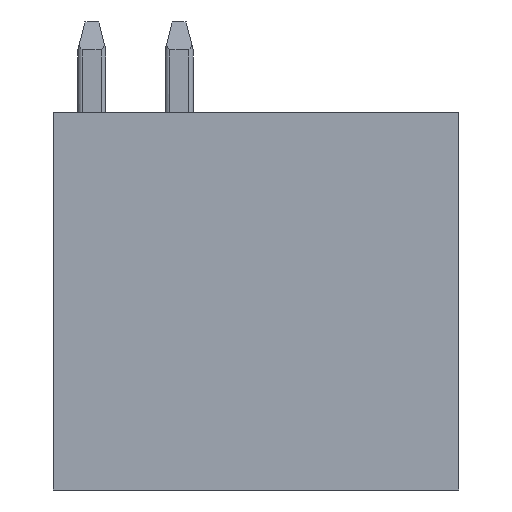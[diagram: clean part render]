
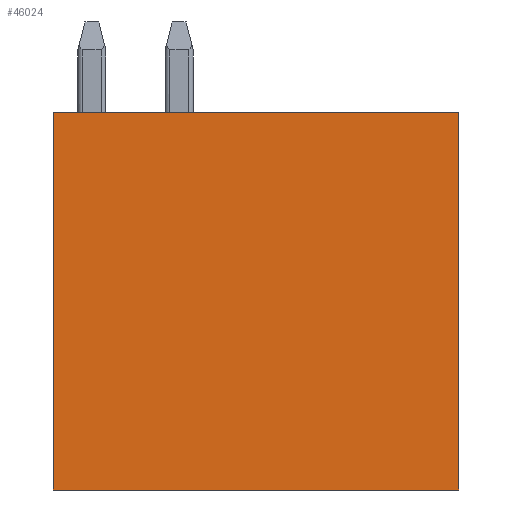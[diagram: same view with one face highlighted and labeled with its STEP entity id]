
A CAD part, front view. The second image highlights one B-rep face of the part: STEP entity #46024.
In plain terms, the highlighted planar face has unit normal (0, -1, 0).
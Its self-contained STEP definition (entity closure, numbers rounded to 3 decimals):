
#11215=DIRECTION('',(0.,0.,1.));
#11216=VECTOR('',#11215,10.8);
#11217=CARTESIAN_POINT('',(-5.49,-81.3,-6.62));
#11218=LINE('',#11217,#11216);
#11219=DIRECTION('',(1.,0.,0.));
#11220=VECTOR('',#11219,11.6);
#11221=CARTESIAN_POINT('',(-5.49,-81.3,4.18));
#11222=LINE('',#11221,#11220);
#11223=DIRECTION('',(0.,0.,-1.));
#11224=VECTOR('',#11223,10.8);
#11225=CARTESIAN_POINT('',(6.11,-81.3,4.18));
#11226=LINE('',#11225,#11224);
#11227=DIRECTION('',(-1.,0.,0.));
#11228=VECTOR('',#11227,11.6);
#11229=CARTESIAN_POINT('',(6.11,-81.3,-6.62));
#11230=LINE('',#11229,#11228);
#26897=CARTESIAN_POINT('',(-5.49,-81.3,-6.62));
#26898=CARTESIAN_POINT('',(-5.49,-81.3,4.18));
#26899=VERTEX_POINT('',#26897);
#26900=VERTEX_POINT('',#26898);
#26901=CARTESIAN_POINT('',(6.11,-81.3,4.18));
#26902=VERTEX_POINT('',#26901);
#26903=CARTESIAN_POINT('',(6.11,-81.3,-6.62));
#26904=VERTEX_POINT('',#26903);
#46013=CARTESIAN_POINT('',(0.,-81.3,0.));
#46014=DIRECTION('',(0.,1.,0.));
#46015=DIRECTION('',(1.,0.,0.));
#46016=AXIS2_PLACEMENT_3D('',#46013,#46014,#46015);
#46017=PLANE('',#46016);
#46018=ORIENTED_EDGE('',*,*,#33611,.T.);
#46019=ORIENTED_EDGE('',*,*,#34164,.T.);
#46020=ORIENTED_EDGE('',*,*,#34347,.T.);
#46021=ORIENTED_EDGE('',*,*,#46007,.T.);
#46022=EDGE_LOOP('',(#46018,#46019,#46020,#46021));
#46023=FACE_OUTER_BOUND('',#46022,.F.);
#46024=ADVANCED_FACE('',(#46023),#46017,.F.);
#33611=EDGE_CURVE('',#26899,#26900,#11218,.T.);
#34164=EDGE_CURVE('',#26900,#26902,#11222,.T.);
#34347=EDGE_CURVE('',#26902,#26904,#11226,.T.);
#46007=EDGE_CURVE('',#26904,#26899,#11230,.T.);
